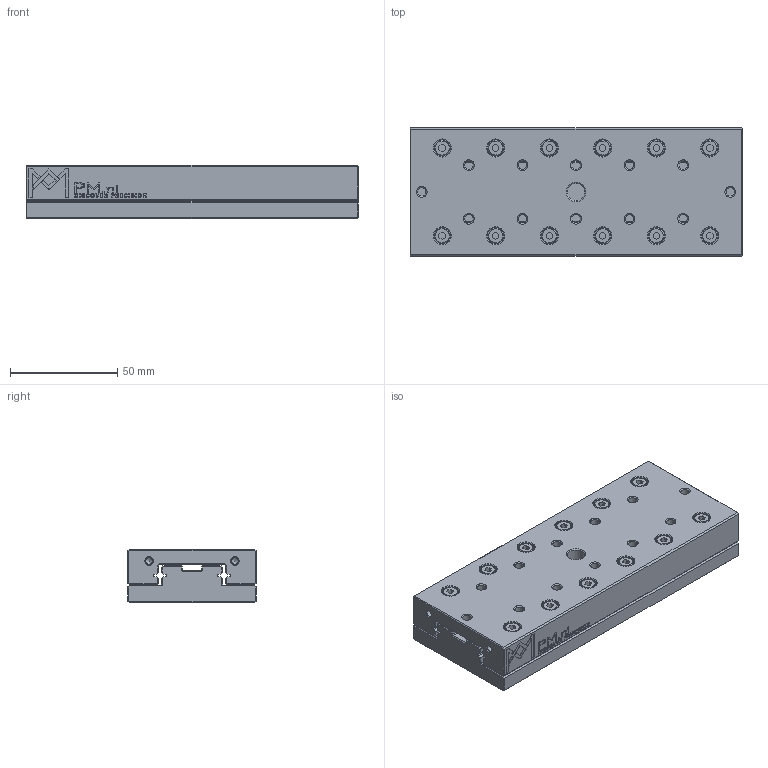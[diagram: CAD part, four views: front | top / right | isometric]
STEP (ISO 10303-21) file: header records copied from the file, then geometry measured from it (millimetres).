
FILE_DESCRIPTION(/* description */ (''),/* implementation_level */ '2;1');
FILE_NAME(/* name */ 'RTA-3150.stp',/* time_stamp */ '2024-09-11T09:42:48+02:00',/* author */ (''),/* organization */ (''),/* preprocessor_version */ 'ST-DEVELOPER v16.7',/* originating_system */ 'SIEMENS PLM Software NX 12.0',/* authorisation */ '');
FILE_SCHEMA (('AUTOMOTIVE_DESIGN { 1 0 10303 214 3 1 1 1 }'));
Length unit declared in the file: millimetre
Products named in the file (1): RTA-3150_stp
Bounding box: 155 x 60 x 25 mm (x, y, z)
Volume: 214858.6 mm3; surface area: 61940.6 mm2
Topology: 2 solids, 2 shells, 1170 faces, 2877 edges, 1867 vertices
Faces by surface type: plane 808, bspline 180, cone 95, cylinder 87
Full cylindrical faces by diameter (mm): 3 x4, 4 x18, 4.3 x4, 4.8 x2, 7 x12, 7.32 x12, 7.8 x28, 8 x1
Entity records: 38002 total; most frequent: CARTESIAN_POINT 8179, ORIENTED_EDGE 5358, DIRECTION 4566, EDGE_CURVE 2679, LINE 2054, VECTOR 2054, VERTEX_POINT 1845, EDGE_LOOP 1532
